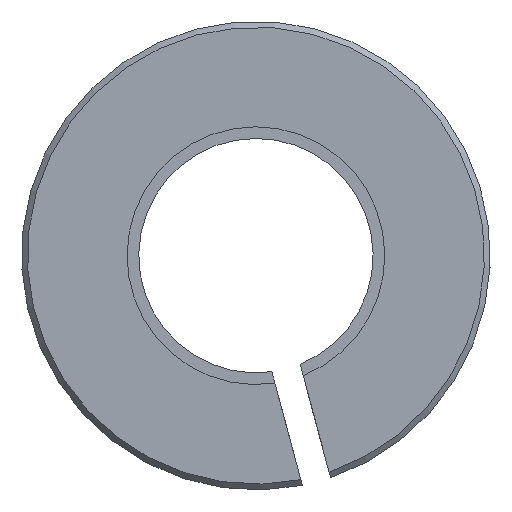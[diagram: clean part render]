
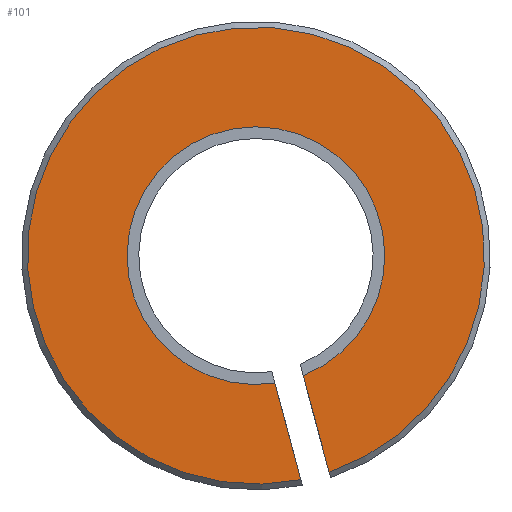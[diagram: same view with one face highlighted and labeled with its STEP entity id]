
A CAD part, left-side view. The second image highlights one B-rep face of the part: STEP entity #101.
In plain terms, the highlighted planar face has unit normal (-1, 0, 0).
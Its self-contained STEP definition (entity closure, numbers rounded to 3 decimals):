
#101 = ADVANCED_FACE( '', ( #195 ), #196, .T. );
#195 = FACE_OUTER_BOUND( '', #281, .T. );
#196 = PLANE( '', #282 );
#281 = EDGE_LOOP( '', ( #448, #449, #450, #451 ) );
#282 = AXIS2_PLACEMENT_3D( '', #452, #453, #454 );
#448 = ORIENTED_EDGE( '', *, *, #609, .T. );
#449 = ORIENTED_EDGE( '', *, *, #610, .T. );
#450 = ORIENTED_EDGE( '', *, *, #602, .F. );
#451 = ORIENTED_EDGE( '', *, *, #596, .T. );
#452 = CARTESIAN_POINT( '', ( 0., 7.8, 0. ) );
#453 = DIRECTION( '', ( -1., 0., 0. ) );
#454 = DIRECTION( '', ( 0., 0., 1. ) );
#596 = EDGE_CURVE( '', #722, #720, #723, .T. );
#602 = EDGE_CURVE( '', #722, #730, #731, .T. );
#609 = EDGE_CURVE( '', #720, #740, #741, .T. );
#610 = EDGE_CURVE( '', #740, #730, #742, .T. );
#720 = VERTEX_POINT( '', #888 );
#722 = VERTEX_POINT( '', #891 );
#723 = LINE( '', #892, #893 );
#730 = VERTEX_POINT( '', #904 );
#731 = CIRCLE( '', #905, 7.8 );
#740 = VERTEX_POINT( '', #918 );
#741 = CIRCLE( '', #919, 4.4 );
#742 = LINE( '', #920, #921 );
#888 = CARTESIAN_POINT( '', ( 0., -0.648, -4.352 ) );
#891 = CARTESIAN_POINT( '', ( 0., -1.532, -7.648 ) );
#892 = CARTESIAN_POINT( '', ( 0., -1.584, -7.842 ) );
#893 = VECTOR( '', #1022, 1000. );
#904 = CARTESIAN_POINT( '', ( 0., -2.498, -7.389 ) );
#905 = AXIS2_PLACEMENT_3D( '', #1027, #1028, #1029 );
#918 = CARTESIAN_POINT( '', ( 0., -1.614, -4.093 ) );
#919 = AXIS2_PLACEMENT_3D( '', #1037, #1038, #1039 );
#920 = CARTESIAN_POINT( '', ( 0., -1.38, -3.217 ) );
#921 = VECTOR( '', #1040, 1000. );
#1022 = DIRECTION( '', ( 0., 0.259, 0.966 ) );
#1027 = CARTESIAN_POINT( '', ( 0., 0., 0. ) );
#1028 = DIRECTION( '', ( 1., 0., 0. ) );
#1029 = DIRECTION( '', ( 0., 0., -1. ) );
#1037 = CARTESIAN_POINT( '', ( 0., 0., 0. ) );
#1038 = DIRECTION( '', ( 1., 0., 0. ) );
#1039 = DIRECTION( '', ( 0., 0., -1. ) );
#1040 = DIRECTION( '', ( 0., -0.259, -0.966 ) );
